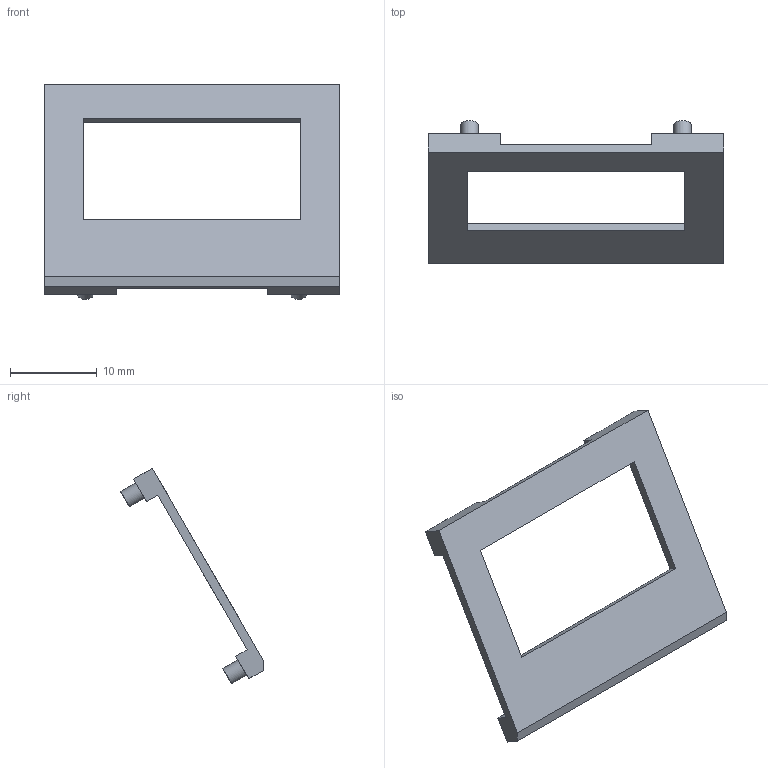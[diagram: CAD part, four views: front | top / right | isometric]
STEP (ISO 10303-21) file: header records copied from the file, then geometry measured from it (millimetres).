
FILE_DESCRIPTION(('HOOPS Exchange Step'),'2;1');
FILE_NAME('temp_export','2022-10-01T16:23:38-04:00',('mobile'),('Shapr3D Limited'),'HOOPS Exchange 2022.1','Shapr3D','Authorized');
FILE_SCHEMA( ('AP203_CONFIGURATION_CONTROLLED_3D_DESIGN_OF_MECHANICAL_PARTS_AND_ASSEMBLIES_MIM_LF') );
Length unit declared in the file: millimetre
Products named in the file (1): OLED (Frame)
Bounding box: 34 x 16.4 x 24.77 mm (x, y, z)
Volume: 727.7 mm3; surface area: 1495.6 mm2
Topology: 1 solids, 1 shells, 31 faces, 75 edges, 50 vertices
Faces by surface type: plane 27, cylinder 4
Full cylindrical faces by diameter (mm): 2 x4
Entity records: 925 total; most frequent: CARTESIAN_POINT 157, ORIENTED_EDGE 150, DIRECTION 147, EDGE_CURVE 75, VECTOR 67, LINE 67, VERTEX_POINT 50, AXIS2_PLACEMENT_3D 40
